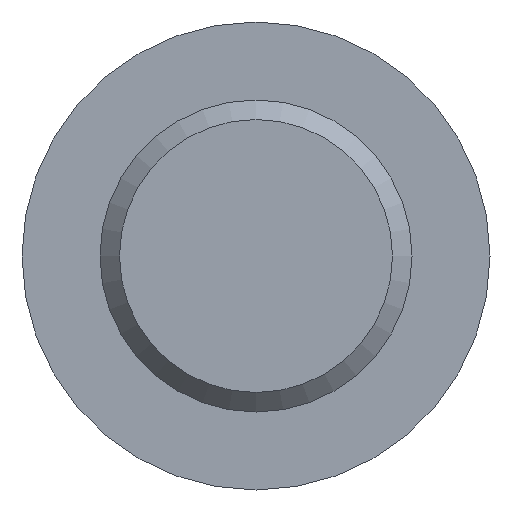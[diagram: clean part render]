
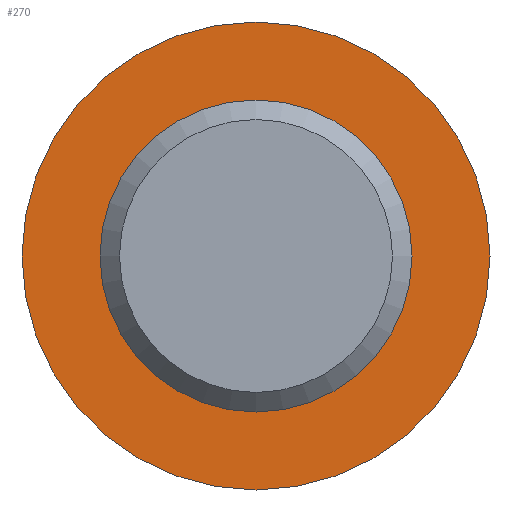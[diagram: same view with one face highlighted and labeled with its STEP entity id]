
A CAD part, front view. The second image highlights one B-rep face of the part: STEP entity #270.
In plain terms, the highlighted planar face has unit normal (0, -1, 0).
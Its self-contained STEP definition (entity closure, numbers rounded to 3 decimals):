
#7 = CARTESIAN_POINT ( 'NONE',  ( 0., 60., 0. ) ) ;
#17 = EDGE_LOOP ( 'NONE', ( #126 ) ) ;
#33 = EDGE_CURVE ( 'NONE', #513, #513, #393, .T. ) ;
#71 = PLANE ( 'NONE',  #448 ) ;
#75 = ORIENTED_EDGE ( 'NONE', *, *, #154, .T. ) ;
#107 = DIRECTION ( 'NONE',  ( 0., 0., 1. ) ) ;
#112 = FACE_OUTER_BOUND ( 'NONE', #436, .T. ) ;
#126 = ORIENTED_EDGE ( 'NONE', *, *, #33, .F. ) ;
#147 = AXIS2_PLACEMENT_3D ( 'NONE', #7, #184, #359 ) ;
#148 = FACE_BOUND ( 'NONE', #17, .T. ) ;
#149 = AXIS2_PLACEMENT_3D ( 'NONE', #262, #530, #457 ) ;
#154 = EDGE_CURVE ( 'NONE', #196, #196, #230, .T. ) ;
#184 = DIRECTION ( 'NONE',  ( 0., -1., 0. ) ) ;
#196 = VERTEX_POINT ( 'NONE', #491 ) ;
#230 = CIRCLE ( 'NONE', #147, 15. ) ;
#262 = CARTESIAN_POINT ( 'NONE',  ( 0., 60., 0. ) ) ;
#270 = ADVANCED_FACE ( 'NONE', ( #148, #112 ), #71, .F. ) ;
#319 = CARTESIAN_POINT ( 'NONE',  ( -10., 60., 0. ) ) ;
#359 = DIRECTION ( 'NONE',  ( 0., 0., -1. ) ) ;
#361 = CARTESIAN_POINT ( 'NONE',  ( 0., 60., -10. ) ) ;
#393 = CIRCLE ( 'NONE', #149, 10. ) ;
#436 = EDGE_LOOP ( 'NONE', ( #75 ) ) ;
#448 = AXIS2_PLACEMENT_3D ( 'NONE', #319, #480, #107 ) ;
#457 = DIRECTION ( 'NONE',  ( 0., 0., -1. ) ) ;
#480 = DIRECTION ( 'NONE',  ( 0., 1., 0. ) ) ;
#491 = CARTESIAN_POINT ( 'NONE',  ( 0., 60., -15. ) ) ;
#513 = VERTEX_POINT ( 'NONE', #361 ) ;
#530 = DIRECTION ( 'NONE',  ( 0., -1., 0. ) ) ;
